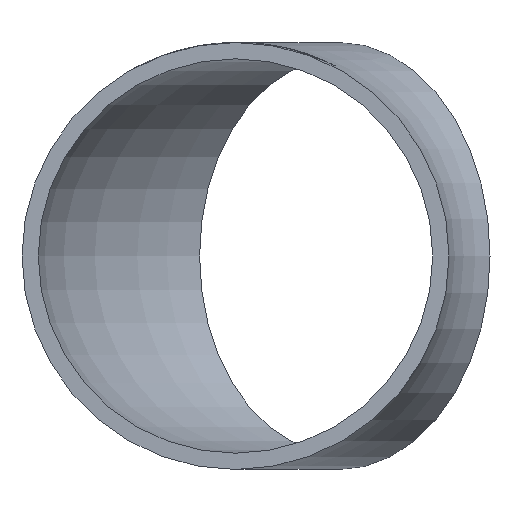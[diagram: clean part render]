
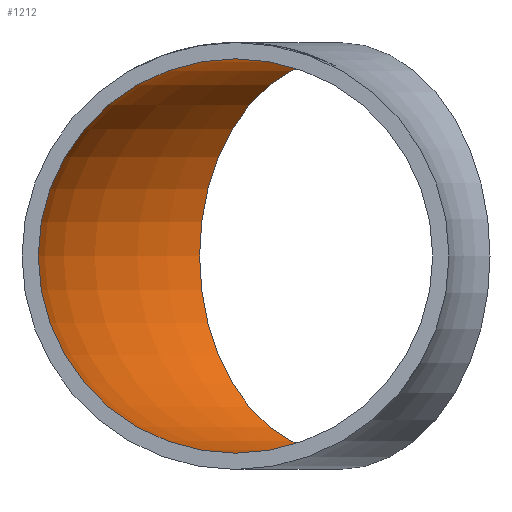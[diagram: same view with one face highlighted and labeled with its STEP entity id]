
A CAD part, front view. The second image highlights one B-rep face of the part: STEP entity #1212.
In plain terms, the highlighted toroidal (fillet/blend) face has major radius 63 mm and minor radius 35.15 mm.
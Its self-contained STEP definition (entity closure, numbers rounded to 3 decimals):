
#745 = CIRCLE ( 'NONE', #14157, 35.15 ) ;
#1170 = CARTESIAN_POINT ( 'NONE',  ( -44.548, 44.548, 0. ) ) ;
#1212 = ADVANCED_FACE ( 'NONE', ( #1324, #14055 ), #14229, .F. ) ;
#1324 = FACE_OUTER_BOUND ( 'NONE', #5442, .T. ) ;
#2551 = ORIENTED_EDGE ( 'NONE', *, *, #5118, .T. ) ;
#3582 = EDGE_LOOP ( 'NONE', ( #23168 ) ) ;
#3866 = AXIS2_PLACEMENT_3D ( 'NONE', #19419, #10679, #17503 ) ;
#5118 = EDGE_CURVE ( 'NONE', #11222, #11222, #745, .T. ) ;
#5442 = EDGE_LOOP ( 'NONE', ( #2551 ) ) ;
#8374 = DIRECTION ( 'NONE',  ( -0.707, 0.707, 0. ) ) ;
#10679 = DIRECTION ( 'NONE',  ( 0., 0., -1. ) ) ;
#10982 = CARTESIAN_POINT ( 'NONE',  ( -63., 0., 35.15 ) ) ;
#11222 = VERTEX_POINT ( 'NONE', #12890 ) ;
#11876 = DIRECTION ( 'NONE',  ( 0.707, 0.707, 0. ) ) ;
#12261 = AXIS2_PLACEMENT_3D ( 'NONE', #14402, #12599, #16185 ) ;
#12599 = DIRECTION ( 'NONE',  ( 0., 1., 0. ) ) ;
#12890 = CARTESIAN_POINT ( 'NONE',  ( -69.403, 69.403, 0. ) ) ;
#13419 = CIRCLE ( 'NONE', #12261, 35.15 ) ;
#14055 = FACE_OUTER_BOUND ( 'NONE', #3582, .T. ) ;
#14157 = AXIS2_PLACEMENT_3D ( 'NONE', #1170, #11876, #8374 ) ;
#14229 = TOROIDAL_SURFACE ( 'NONE', #3866, 63., 35.15 ) ;
#14402 = CARTESIAN_POINT ( 'NONE',  ( -63., 0., 0. ) ) ;
#16185 = DIRECTION ( 'NONE',  ( 0., 0., 1. ) ) ;
#17503 = DIRECTION ( 'NONE',  ( -1., 0., 0. ) ) ;
#17710 = EDGE_CURVE ( 'NONE', #20174, #20174, #13419, .T. ) ;
#19419 = CARTESIAN_POINT ( 'NONE',  ( 0., 0., 0. ) ) ;
#20174 = VERTEX_POINT ( 'NONE', #10982 ) ;
#23168 = ORIENTED_EDGE ( 'NONE', *, *, #17710, .F. ) ;
